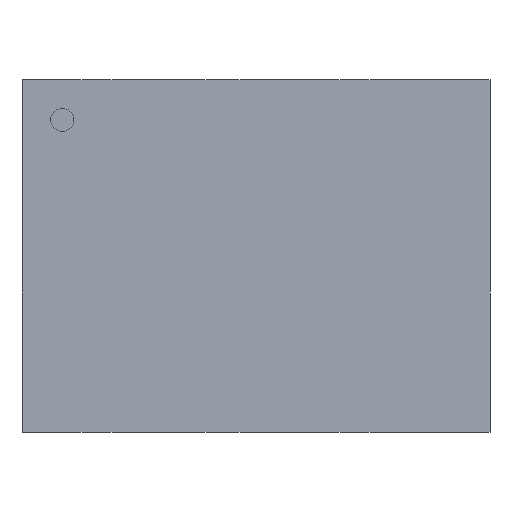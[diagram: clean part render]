
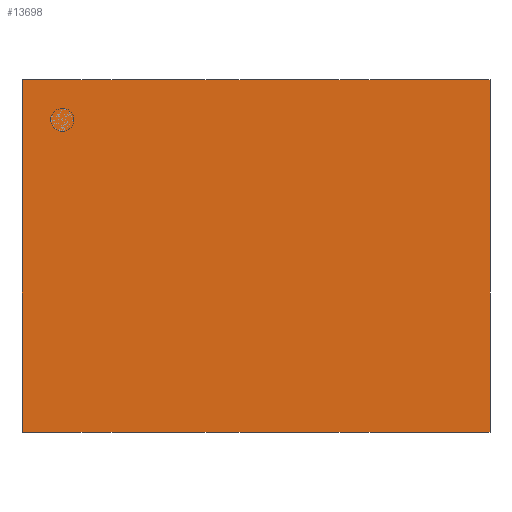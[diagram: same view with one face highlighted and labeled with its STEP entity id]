
A CAD part, top view. The second image highlights one B-rep face of the part: STEP entity #13698.
In plain terms, the highlighted free-form (B-spline) face has degree [1, 1] with [2, 2] control points.
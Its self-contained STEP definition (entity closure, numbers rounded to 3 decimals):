
#13220=CARTESIAN_POINT('',(5.075,-3.825,1.9));
#13221=VERTEX_POINT('',#13220);
#13228=CARTESIAN_POINT('',(-5.075,-3.825,1.9));
#13229=VERTEX_POINT('',#13228);
#13230=CARTESIAN_POINT('',(5.075,-3.825,1.9));
#13231=DIRECTION('',(-1.0,0.0,0.0));
#13232=VECTOR('',#13231,10.15);
#13233=LINE('',#13230,#13232);
#13234=EDGE_CURVE('',#13221,#13229,#13233,.T.);
#13278=CARTESIAN_POINT('',(5.075,3.825,1.9));
#13279=VERTEX_POINT('',#13278);
#13286=CARTESIAN_POINT('',(5.075,3.825,1.9));
#13287=DIRECTION('',(0.0,-1.0,0.0));
#13288=VECTOR('',#13287,7.65);
#13289=LINE('',#13286,#13288);
#13290=EDGE_CURVE('',#13279,#13221,#13289,.T.);
#13675=CARTESIAN_POINT('',(5.075,-3.825,1.9));
#13676=CARTESIAN_POINT('',(5.075,3.825,1.9));
#13677=CARTESIAN_POINT('',(-5.075,-3.825,1.9));
#13678=CARTESIAN_POINT('',(-5.075,3.825,1.9));
#13679=B_SPLINE_SURFACE_WITH_KNOTS('',1,1,((#13675,#13677),(#13676,#13678)),.UNSPECIFIED.,.F.,.F.,.U.,(2,2),(2,2),(0.0,7.65),(0.0,10.15),.UNSPECIFIED.);
#13680=CARTESIAN_POINT('',(-5.075,3.825,1.9));
#13681=VERTEX_POINT('',#13680);
#13682=CARTESIAN_POINT('',(-5.075,3.825,1.9));
#13683=DIRECTION('',(1.0,0.0,0.0));
#13684=VECTOR('',#13683,10.15);
#13685=LINE('',#13682,#13684);
#13686=EDGE_CURVE('',#13681,#13279,#13685,.T.);
#13687=ORIENTED_EDGE('',*,*,#13686,.F.);
#13688=CARTESIAN_POINT('',(-5.075,-3.825,1.9));
#13689=DIRECTION('',(0.0,1.0,0.0));
#13690=VECTOR('',#13689,7.65);
#13691=LINE('',#13688,#13690);
#13692=EDGE_CURVE('',#13229,#13681,#13691,.T.);
#13693=ORIENTED_EDGE('',*,*,#13692,.F.);
#13694=ORIENTED_EDGE('',*,*,#13234,.F.);
#13695=ORIENTED_EDGE('',*,*,#13290,.F.);
#13696=EDGE_LOOP('',(#13687,#13693,#13694,#13695));
#13697=FACE_OUTER_BOUND('',#13696,.T.);
#13698=ADVANCED_FACE('',(#13697),#13679,.T.);
